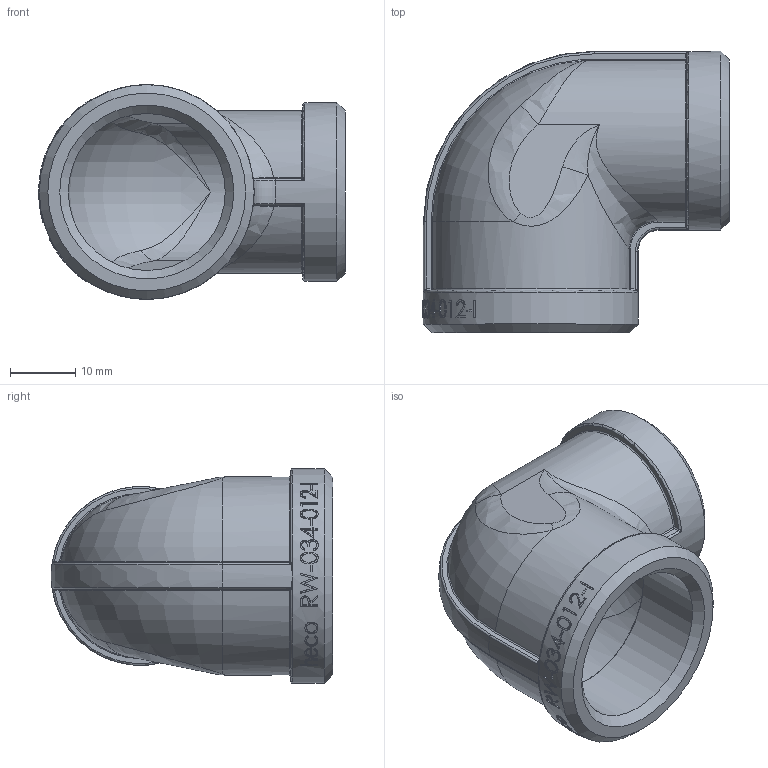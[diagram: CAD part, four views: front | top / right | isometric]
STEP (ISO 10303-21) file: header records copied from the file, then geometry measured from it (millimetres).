
FILE_DESCRIPTION (( 'STEP AP214' ), '1' );
FILE_NAME ('heco_RW-034-012-I.STEP', '2016-06-29T11:23:12', ( '' ), ( '' ), 'SwSTEP 2.0', 'SolidWorks 2011', '' );
FILE_SCHEMA (( 'AUTOMOTIVE_DESIGN' ));
Length unit declared in the file: millimetre
Products named in the file (1): heco_RW-034-012-I
Bounding box: 47.1 x 43.24 x 33 mm (x, y, z)
Volume: 11779.9 mm3; surface area: 9912.6 mm2
Topology: 1 solids, 1 shells, 309 faces, 773 edges, 472 vertices
Faces by surface type: bspline 140, plane 78, cylinder 58, torus 19, sphere 8, cone 6
Full cylindrical faces by diameter (mm): 18.631 x1, 24.117 x1, 27.1 x1, 27.5 x1, 33 x1
Entity records: 23943 total; most frequent: CARTESIAN_POINT 15941, ORIENTED_EDGE 1480, DIRECTION 838, EDGE_CURVE 740, VERTEX_POINT 468, B_SPLINE_CURVE_WITH_KNOTS 415, AXIS2_PLACEMENT_3D 347, EDGE_LOOP 346
